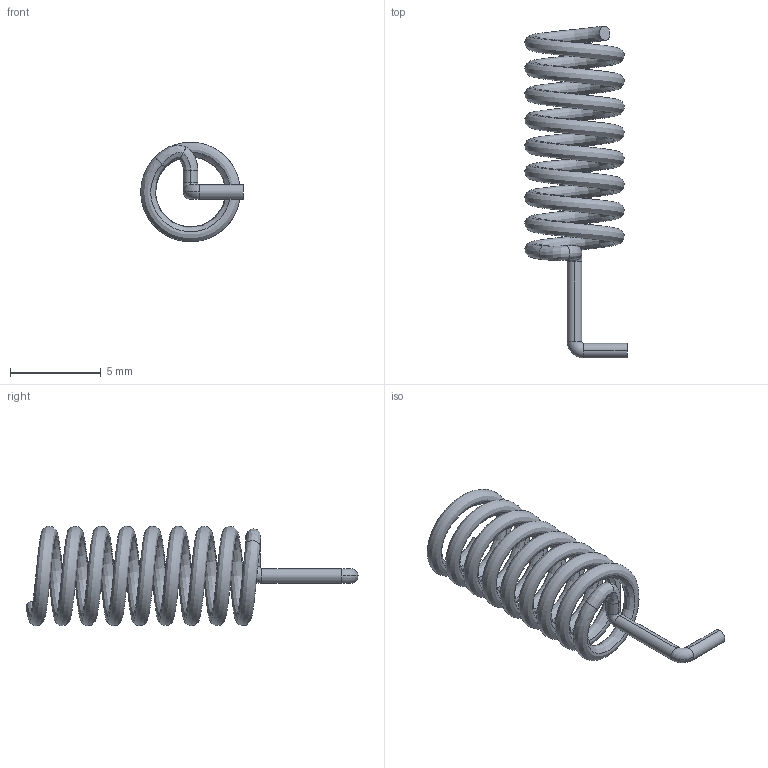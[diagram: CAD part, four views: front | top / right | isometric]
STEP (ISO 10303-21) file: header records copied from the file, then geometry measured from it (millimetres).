
FILE_DESCRIPTION (( 'STEP AP214' ), '1' );
FILE_NAME ('SW868-TH13.STEP', '2022-09-14T07:03:37', ( 'user' ), ( '' ), 'SwSTEP 2.0', 'SolidWorks 2021', '' );
FILE_SCHEMA (( 'AUTOMOTIVE_DESIGN' ));
Length unit declared in the file: millimetre
Products named in the file (1): SW868-TH13
Bounding box: 5.64 x 18.3 x 5.48 mm (x, y, z)
Volume: 69.1 mm3; surface area: 346.8 mm2
Topology: 1 solids, 1 shells, 18 faces, 38 edges, 22 vertices
Faces by surface type: bspline 6, cylinder 6, torus 4, plane 2
Entity records: 3290 total; most frequent: CARTESIAN_POINT 2883, DIRECTION 84, ORIENTED_EDGE 76, AXIS2_PLACEMENT_3D 39, EDGE_CURVE 38, CIRCLE 26, VERTEX_POINT 22, EDGE_LOOP 18
